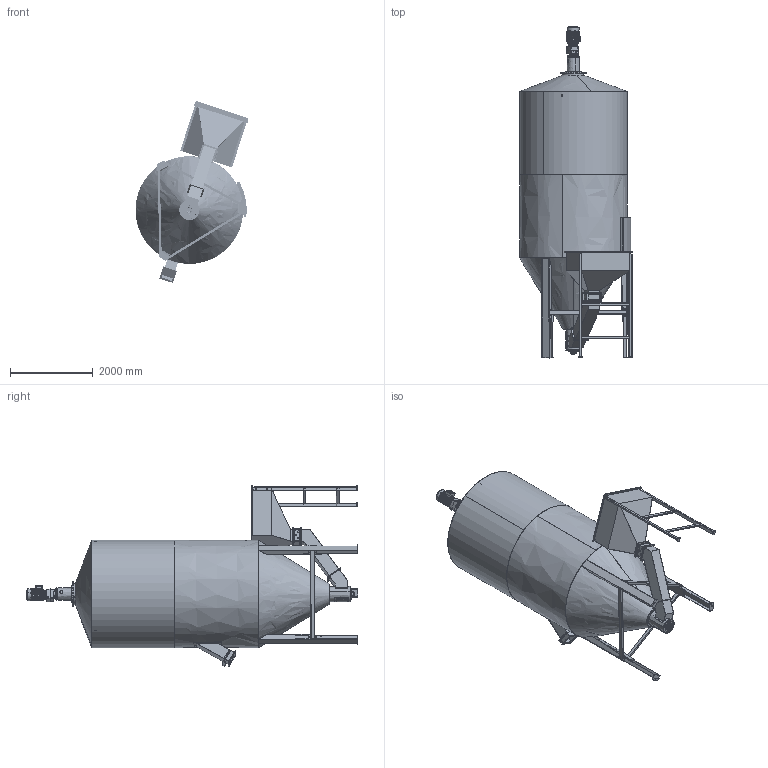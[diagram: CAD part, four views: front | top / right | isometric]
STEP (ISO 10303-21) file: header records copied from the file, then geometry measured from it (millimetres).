
FILE_DESCRIPTION(('FreeCAD Model'),'2;1');
FILE_NAME('Open CASCADE Shape Model','2025-05-01T01:00:38',('FreeCAD'),( 'FreeCAD'),'Open CASCADE STEP processor 7.6','FreeCAD','Unknown');
FILE_SCHEMA(('AUTOMOTIVE_DESIGN { 1 0 10303 214 1 1 1 1 }'));
Products named in the file (1): Open CASCADE STEP translator 7.6 1
Bounding box: 2736.38 x 8036.51 x 4401.65 mm (x, y, z)
Volume: 337668419.4 mm3; surface area: 158843354.2 mm2
Topology: 98 solids, 150 shells, 6242 faces, 16675 edges, 10731 vertices
Faces by surface type: bspline 6242
Entity records: 251312 total; most frequent: CARTESIAN_POINT 156734, ORIENTED_EDGE 33125, EDGE_CURVE 16570, VERTEX_POINT 10731, B_SPLINE_CURVE_WITH_KNOTS 9850, FACE_BOUND 7715, EDGE_LOOP 7715, ADVANCED_FACE 6242
